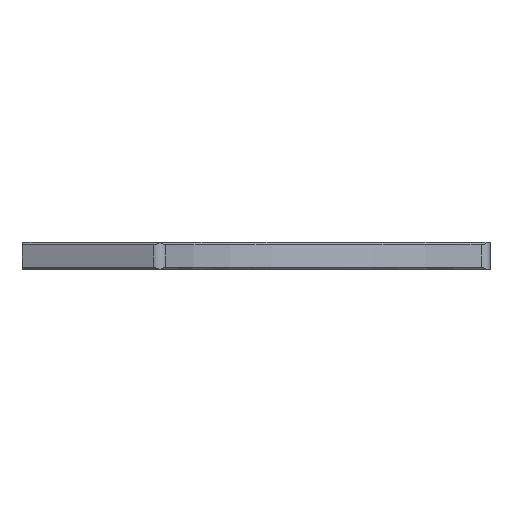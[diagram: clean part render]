
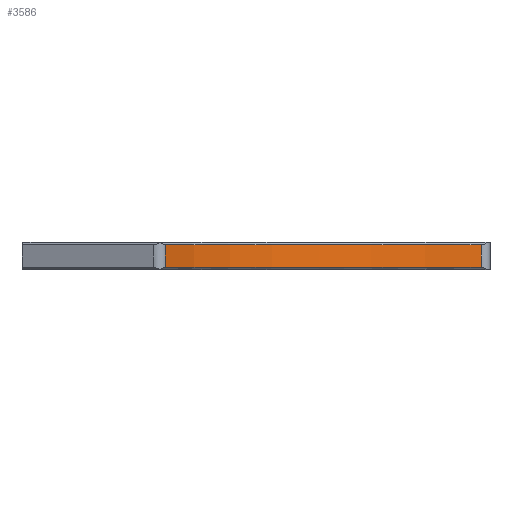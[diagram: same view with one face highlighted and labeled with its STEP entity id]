
A CAD part, left-side view. The second image highlights one B-rep face of the part: STEP entity #3586.
In plain terms, the highlighted cylindrical face has radius 127.102 mm (diameter 254.203 mm), a partial arc.
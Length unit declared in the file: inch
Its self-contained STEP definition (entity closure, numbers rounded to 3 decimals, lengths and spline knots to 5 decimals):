
#252 = LINE ( 'NONE', #3287, #1375 ) ;
#473 = ORIENTED_EDGE ( 'NONE', *, *, #4005, .T. ) ;
#697 = VERTEX_POINT ( 'NONE', #3047 ) ;
#764 = DIRECTION ( 'NONE',  ( 0., 0., 1. ) ) ;
#842 = CARTESIAN_POINT ( 'NONE',  ( 0., 0., -0.031 ) ) ;
#963 = DIRECTION ( 'NONE',  ( 1., 0., 0. ) ) ;
#1125 = VERTEX_POINT ( 'NONE', #4274 ) ;
#1162 = DIRECTION ( 'NONE',  ( 1., 0., 0. ) ) ;
#1214 = FACE_OUTER_BOUND ( 'NONE', #2375, .T. ) ;
#1232 = VERTEX_POINT ( 'NONE', #5048 ) ;
#1358 = DIRECTION ( 'NONE',  ( 0., 0., -1. ) ) ;
#1375 = VECTOR ( 'NONE', #2466, 39.37008 ) ;
#1649 = AXIS2_PLACEMENT_3D ( 'NONE', #1968, #5000, #2422 ) ;
#1838 = AXIS2_PLACEMENT_3D ( 'NONE', #4413, #1358, #963 ) ;
#1968 = CARTESIAN_POINT ( 'NONE',  ( 0., 0., -0.3744 ) ) ;
#2015 = AXIS2_PLACEMENT_3D ( 'NONE', #842, #764, #1162 ) ;
#2287 = ORIENTED_EDGE ( 'NONE', *, *, #2428, .T. ) ;
#2350 = ORIENTED_EDGE ( 'NONE', *, *, #2657, .T. ) ;
#2375 = EDGE_LOOP ( 'NONE', ( #5510, #473, #2350, #2287 ) ) ;
#2422 = DIRECTION ( 'NONE',  ( 1., 0., 0. ) ) ;
#2428 = EDGE_CURVE ( 'NONE', #1125, #697, #252, .T. ) ;
#2429 = DIRECTION ( 'NONE',  ( 0., 0., 1. ) ) ;
#2466 = DIRECTION ( 'NONE',  ( 0., 0., -1. ) ) ;
#2657 = EDGE_CURVE ( 'NONE', #1232, #1125, #4470, .T. ) ;
#2730 = EDGE_CURVE ( 'NONE', #697, #4524, #4568, .T. ) ;
#2960 = CYLINDRICAL_SURFACE ( 'NONE', #1649, 5.004 ) ;
#3047 = CARTESIAN_POINT ( 'NONE',  ( 2.22468, 4.48228, -0.3434 ) ) ;
#3121 = VECTOR ( 'NONE', #2429, 39.37008 ) ;
#3287 = CARTESIAN_POINT ( 'NONE',  ( 2.22468, 4.48228, -0.3744 ) ) ;
#3392 = LINE ( 'NONE', #4136, #3121 ) ;
#3586 = ADVANCED_FACE ( 'NONE', ( #1214 ), #2960, .F. ) ;
#4005 = EDGE_CURVE ( 'NONE', #4524, #1232, #3392, .T. ) ;
#4136 = CARTESIAN_POINT ( 'NONE',  ( 5.00251, 0.12195, -0.3744 ) ) ;
#4274 = CARTESIAN_POINT ( 'NONE',  ( 2.22468, 4.48228, -0.031 ) ) ;
#4413 = CARTESIAN_POINT ( 'NONE',  ( 0., 0., -0.3434 ) ) ;
#4470 = CIRCLE ( 'NONE', #2015, 5.004 ) ;
#4524 = VERTEX_POINT ( 'NONE', #5183 ) ;
#4568 = CIRCLE ( 'NONE', #1838, 5.004 ) ;
#5000 = DIRECTION ( 'NONE',  ( 0., 0., 1. ) ) ;
#5048 = CARTESIAN_POINT ( 'NONE',  ( 5.00251, 0.12195, -0.031 ) ) ;
#5183 = CARTESIAN_POINT ( 'NONE',  ( 5.00251, 0.12195, -0.3434 ) ) ;
#5510 = ORIENTED_EDGE ( 'NONE', *, *, #2730, .T. ) ;
